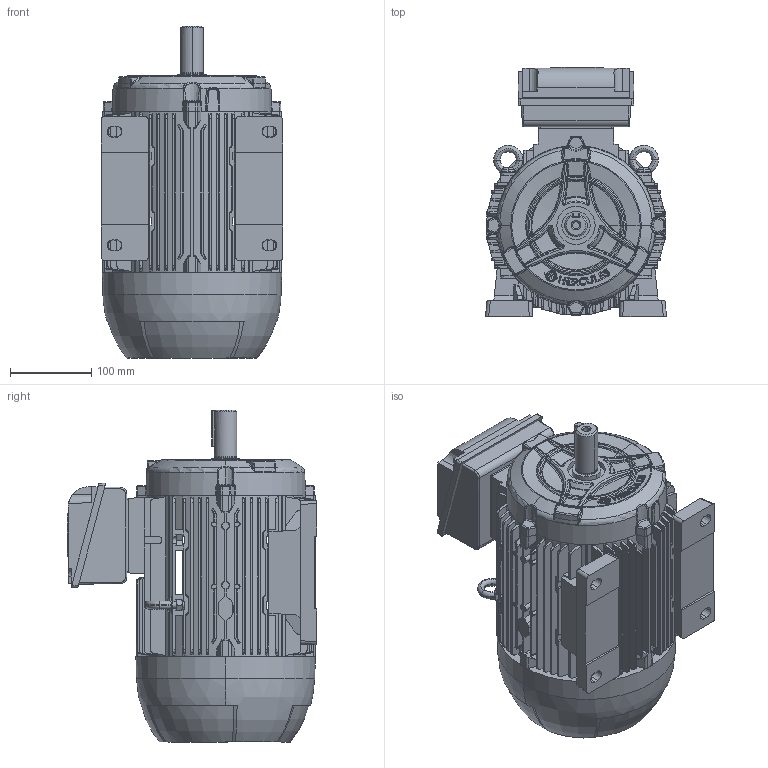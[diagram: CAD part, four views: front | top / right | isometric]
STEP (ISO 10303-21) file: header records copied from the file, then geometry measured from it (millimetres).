
FILE_DESCRIPTION (( 'STEP AP203' ), '1' );
FILE_NAME ('112S_CP_ST_TOP.STEP', '2022-06-28T19:56:58', ( '' ), ( '' ), 'SwSTEP 2.0', 'SolidWorks 2020', '' );
FILE_SCHEMA (( 'CONFIG_CONTROL_DESIGN' ));
Length unit declared in the file: millimetre
Products named in the file (1): 112S_CP_ST_TOP
Bounding box: 222.99 x 306.69 x 408.5 mm (x, y, z)
Surface area: 729366.3 mm2 (no closed solid volume)
Topology: 0 solids, 17 shells, 2098 faces, 6416 edges, 4273 vertices
Faces by surface type: plane 964, cylinder 379, bspline 311, cone 267, torus 132, sphere 45
Entity records: 86634 total; most frequent: CARTESIAN_POINT 35406, ORIENTED_EDGE 11292, DIRECTION 9080, EDGE_CURVE 6410, VERTEX_POINT 4273, AXIS2_PLACEMENT_3D 3098, LINE 2884, VECTOR 2884
